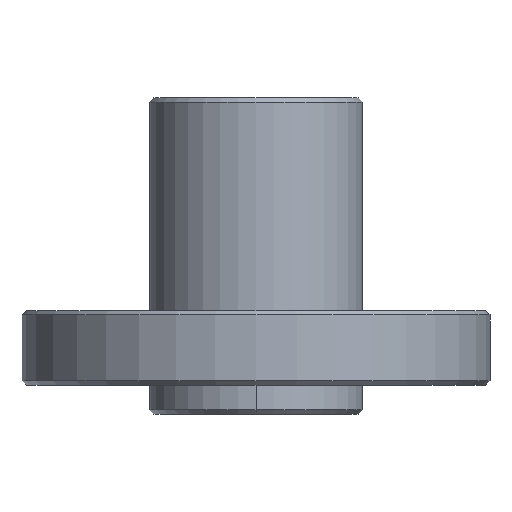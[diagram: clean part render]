
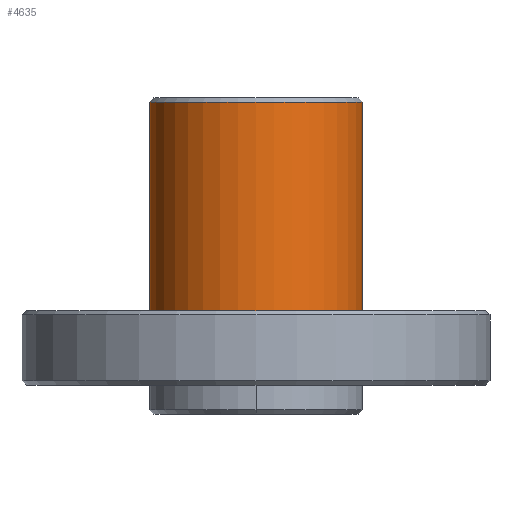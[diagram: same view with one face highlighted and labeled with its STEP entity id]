
A CAD part, front view. The second image highlights one B-rep face of the part: STEP entity #4635.
In plain terms, the highlighted cylindrical face has radius 5 mm (diameter 10 mm), a partial arc.
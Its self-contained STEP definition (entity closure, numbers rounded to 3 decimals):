
#627 = VERTEX_POINT ( 'NONE', #6675 ) ;
#878 = LINE ( 'NONE', #5238, #5805 ) ;
#1465 = CIRCLE ( 'NONE', #5171, 5. ) ;
#1609 = AXIS2_PLACEMENT_3D ( 'NONE', #1631, #8125, #3877 ) ;
#1613 = CYLINDRICAL_SURFACE ( 'NONE', #9580, 5. ) ;
#1631 = CARTESIAN_POINT ( 'NONE',  ( 0., 0., 3.5 ) ) ;
#1804 = CARTESIAN_POINT ( 'NONE',  ( 5., 0., 3.5 ) ) ;
#2489 = ORIENTED_EDGE ( 'NONE', *, *, #5326, .F. ) ;
#2602 = VERTEX_POINT ( 'NONE', #6008 ) ;
#3050 = DIRECTION ( 'NONE',  ( -1., 0., 0. ) ) ;
#3099 = VERTEX_POINT ( 'NONE', #1804 ) ;
#3174 = CARTESIAN_POINT ( 'NONE',  ( -5., 0., 3.5 ) ) ;
#3521 = CARTESIAN_POINT ( 'NONE',  ( 0., 0., 8.5 ) ) ;
#3877 = DIRECTION ( 'NONE',  ( 1., 0., 0. ) ) ;
#4635 = ADVANCED_FACE ( 'NONE', ( #5649 ), #1613, .T. ) ;
#4707 = ORIENTED_EDGE ( 'NONE', *, *, #6750, .T. ) ;
#4749 = DIRECTION ( 'NONE',  ( 0., 0., 1. ) ) ;
#4837 = CARTESIAN_POINT ( 'NONE',  ( 5., 0., 8.5 ) ) ;
#5171 = AXIS2_PLACEMENT_3D ( 'NONE', #6261, #12272, #3050 ) ;
#5238 = CARTESIAN_POINT ( 'NONE',  ( -5., 0., 8.5 ) ) ;
#5326 = EDGE_CURVE ( 'NONE', #6345, #2602, #878, .T. ) ;
#5649 = FACE_OUTER_BOUND ( 'NONE', #9647, .T. ) ;
#5805 = VECTOR ( 'NONE', #7291, 1000. ) ;
#5870 = LINE ( 'NONE', #4837, #12519 ) ;
#5985 = ORIENTED_EDGE ( 'NONE', *, *, #9158, .F. ) ;
#6008 = CARTESIAN_POINT ( 'NONE',  ( -5., 0., 13.3 ) ) ;
#6261 = CARTESIAN_POINT ( 'NONE',  ( 0., 0., 13.3 ) ) ;
#6345 = VERTEX_POINT ( 'NONE', #3174 ) ;
#6654 = EDGE_CURVE ( 'NONE', #3099, #6345, #13177, .T. ) ;
#6675 = CARTESIAN_POINT ( 'NONE',  ( 5., 0., 13.3 ) ) ;
#6750 = EDGE_CURVE ( 'NONE', #3099, #627, #5870, .T. ) ;
#7023 = DIRECTION ( 'NONE',  ( 0., 0., 1. ) ) ;
#7291 = DIRECTION ( 'NONE',  ( 0., 0., 1. ) ) ;
#7933 = ORIENTED_EDGE ( 'NONE', *, *, #6654, .F. ) ;
#8125 = DIRECTION ( 'NONE',  ( 0., 0., -1. ) ) ;
#9158 = EDGE_CURVE ( 'NONE', #2602, #627, #1465, .T. ) ;
#9580 = AXIS2_PLACEMENT_3D ( 'NONE', #3521, #4749, #9823 ) ;
#9647 = EDGE_LOOP ( 'NONE', ( #2489, #7933, #4707, #5985 ) ) ;
#9823 = DIRECTION ( 'NONE',  ( 1., 0., 0. ) ) ;
#12272 = DIRECTION ( 'NONE',  ( 0., 0., 1. ) ) ;
#12519 = VECTOR ( 'NONE', #7023, 1000. ) ;
#13177 = CIRCLE ( 'NONE', #1609, 5. ) ;
